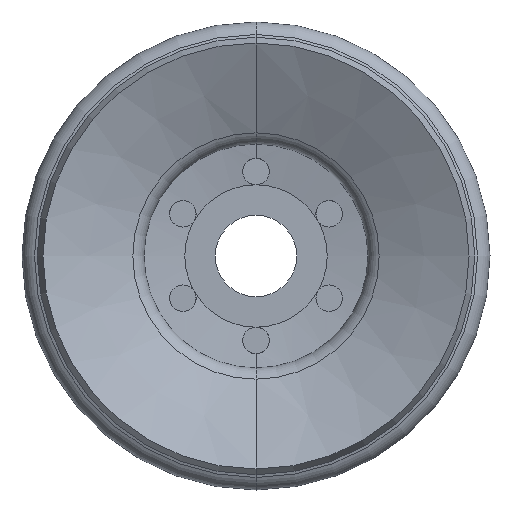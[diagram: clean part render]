
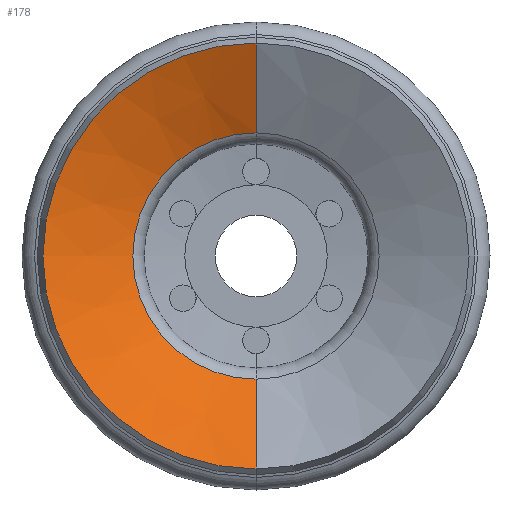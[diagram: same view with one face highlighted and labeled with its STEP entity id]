
A CAD part, front view. The second image highlights one B-rep face of the part: STEP entity #178.
In plain terms, the highlighted conical face has half-angle 64.342 degrees and reference radius 12.106 mm.
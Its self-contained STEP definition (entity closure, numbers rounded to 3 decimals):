
#178=ADVANCED_FACE('',(#434),#435,.F.);
#434=FACE_OUTER_BOUND('',#772,.T.);
#435=CONICAL_SURFACE('',#773,12.106,1.123);
#772=EDGE_LOOP('',(#4743,#4744,#4745,#4746));
#773=AXIS2_PLACEMENT_3D('',#4747,#4748,#4749);
#4743=ORIENTED_EDGE('',*,*,#5441,.T.);
#4744=ORIENTED_EDGE('',*,*,#5527,.T.);
#4745=ORIENTED_EDGE('',*,*,#5528,.F.);
#4746=ORIENTED_EDGE('',*,*,#5529,.F.);
#4747=CARTESIAN_POINT('',(0.0,-23.758,0.0));
#4748=DIRECTION('',(0.0,-1.0,-0.0));
#4749=DIRECTION('',(0.0,0.0,-1.0));
#5441=EDGE_CURVE('',#5820,#5824,#5826,.T.);
#5527=EDGE_CURVE('',#5824,#5959,#5965,.T.);
#5528=EDGE_CURVE('',#5960,#5959,#5966,.T.);
#5529=EDGE_CURVE('',#5820,#5960,#5967,.T.);
#5820=VERTEX_POINT('',#6349);
#5824=VERTEX_POINT('',#6353);
#5826=CIRCLE('',#6355,12.106);
#5959=VERTEX_POINT('',#7023);
#5960=VERTEX_POINT('',#7024);
#5965=LINE('',#7031,#7032);
#5966=CIRCLE('',#7033,20.937);
#5967=LINE('',#7034,#7035);
#6349=CARTESIAN_POINT('',(0.,-23.758,-12.106));
#6353=CARTESIAN_POINT('',(0.0,-23.758,12.106));
#6355=AXIS2_PLACEMENT_3D('',#8676,#8677,#8678);
#7023=CARTESIAN_POINT('',(0.,-28.0,20.937));
#7024=CARTESIAN_POINT('',(0.0,-28.0,-20.937));
#7031=CARTESIAN_POINT('',(0.,-23.758,12.106));
#7032=VECTOR('',#8774,1000.0);
#7033=AXIS2_PLACEMENT_3D('',#8775,#8776,#8777);
#7034=CARTESIAN_POINT('',(0.0,-23.758,-12.106));
#7035=VECTOR('',#8778,1000.0);
#8676=CARTESIAN_POINT('',(0.0,-23.758,0.0));
#8677=DIRECTION('',(0.0,1.0,0.0));
#8678=DIRECTION('',(0.0,0.0,1.0));
#8774=DIRECTION('',(0.,-0.433,0.901));
#8775=CARTESIAN_POINT('',(0.0,-28.0,0.0));
#8776=DIRECTION('',(0.0,1.0,0.0));
#8777=DIRECTION('',(0.0,0.0,1.0));
#8778=DIRECTION('',(0.0,-0.433,-0.901));
